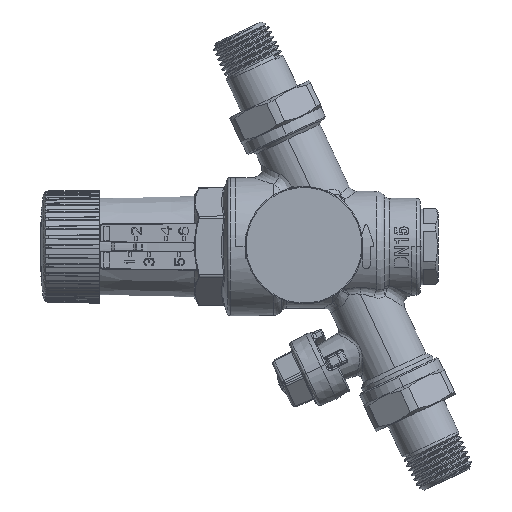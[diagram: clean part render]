
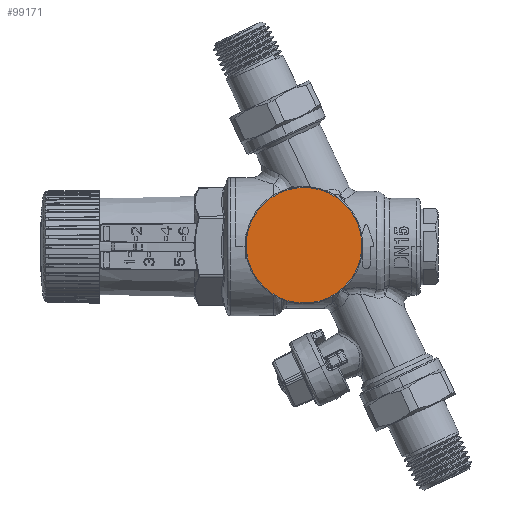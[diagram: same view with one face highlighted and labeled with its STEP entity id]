
A CAD part, left-side view. The second image highlights one B-rep face of the part: STEP entity #99171.
In plain terms, the highlighted planar face has unit normal (-1, 0, 0).
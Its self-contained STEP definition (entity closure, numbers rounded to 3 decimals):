
#34930=CARTESIAN_POINT('',(-62.5,9.428,0.459));
#34931=DIRECTION('',(-1.,0.,0.));
#34932=DIRECTION('',(0.,0.906,-0.423));
#34933=AXIS2_PLACEMENT_3D('',#34930,#34931,#34932);
#34945=CARTESIAN_POINT('',(-62.5,9.428,0.459));
#34946=DIRECTION('',(-1.,0.,0.));
#34947=DIRECTION('',(0.,-0.906,0.423));
#34948=AXIS2_PLACEMENT_3D('',#34945,#34946,#34947);
#41306=CARTESIAN_POINT('',(-62.5,-8.426,8.784));
#41307=CARTESIAN_POINT('',(-62.5,27.282,-7.867));
#41308=VERTEX_POINT('',#41306);
#41309=VERTEX_POINT('',#41307);
#99161=CARTESIAN_POINT('',(-62.5,9.428,0.459));
#99162=DIRECTION('',(1.,0.,0.));
#99163=DIRECTION('',(0.,0.906,-0.423));
#99164=AXIS2_PLACEMENT_3D('',#99161,#99162,#99163);
#99165=PLANE('',#99164);
#99167=ORIENTED_EDGE('',*,*,#99166,.F.);
#99168=ORIENTED_EDGE('',*,*,#99144,.F.);
#99169=EDGE_LOOP('',(#99167,#99168));
#99170=FACE_OUTER_BOUND('',#99169,.F.);
#34934=CIRCLE('',#34933,19.7);
#34949=CIRCLE('',#34948,19.7);
#99144=EDGE_CURVE('',#41309,#41308,#34934,.T.);
#99166=EDGE_CURVE('',#41308,#41309,#34949,.T.);
#99171=ADVANCED_FACE('',(#99170),#99165,.F.);
